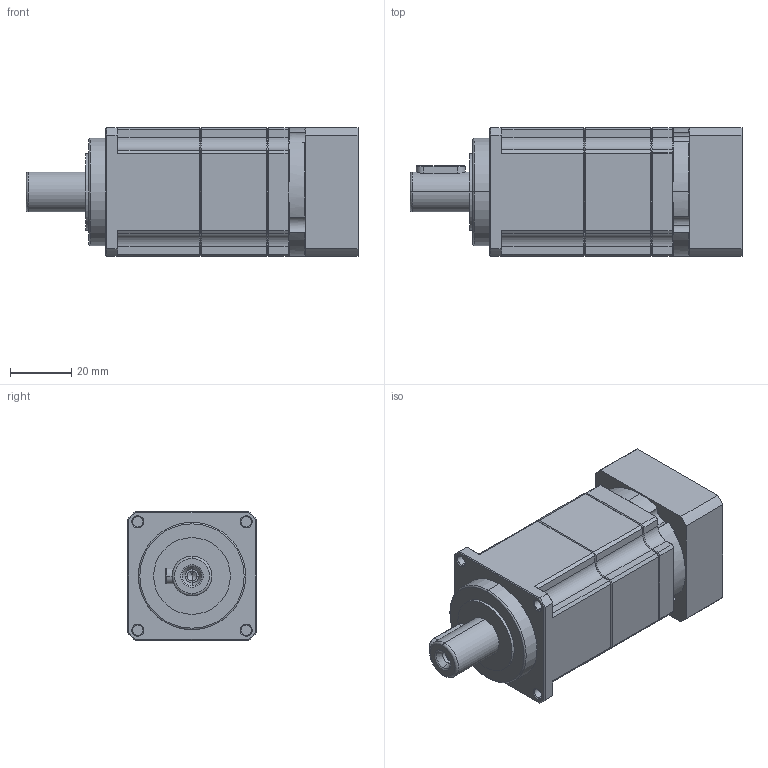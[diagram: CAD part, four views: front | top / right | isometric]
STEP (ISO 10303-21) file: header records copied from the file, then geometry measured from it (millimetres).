
FILE_DESCRIPTION (( 'STEP AP203' ), '1' );
FILE_NAME ('TB042-L2-8-30-45-M3-27.5-5.STEP', '2021-10-11T02:15:54', ( 'China' ), ( 'Home' ), 'SwSTEP 2.0', 'SolidWorks 2017', '' );
FILE_SCHEMA (( 'CONFIG_CONTROL_DESIGN' ));
Length unit declared in the file: millimetre
Products named in the file (1): TB042-L2-8-30-45-M3-27.5-5
Bounding box: 108.3 x 42 x 42 mm (x, y, z)
Volume: 129860.6 mm3; surface area: 26886 mm2
Topology: 4 solids, 4 shells, 409 faces, 918 edges, 526 vertices
Faces by surface type: plane 161, cylinder 128, cone 110, torus 10
Entity records: 11542 total; most frequent: CARTESIAN_POINT 2458, DIRECTION 1949, ORIENTED_EDGE 1816, EDGE_CURVE 908, AXIS2_PLACEMENT_3D 763, VERTEX_POINT 526, EDGE_LOOP 452, LINE 423
